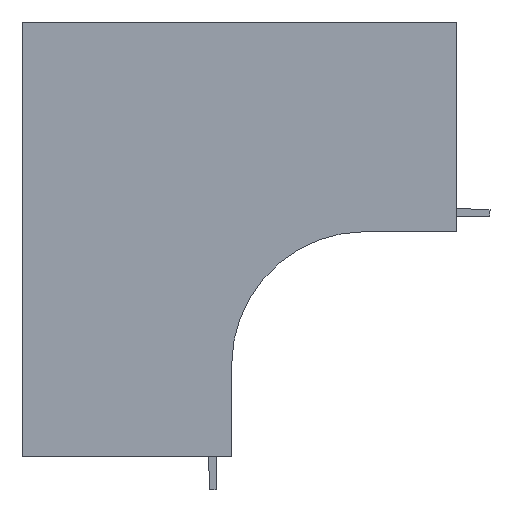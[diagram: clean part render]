
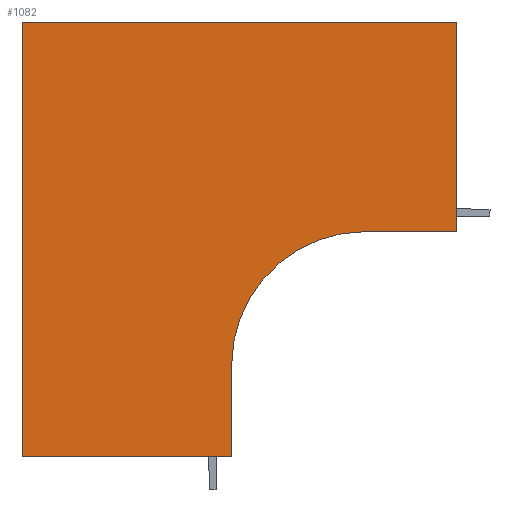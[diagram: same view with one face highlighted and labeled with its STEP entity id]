
A CAD part, front view. The second image highlights one B-rep face of the part: STEP entity #1082.
In plain terms, the highlighted planar face has unit normal (0, -1, 0).
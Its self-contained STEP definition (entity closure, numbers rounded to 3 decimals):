
#124 = EDGE_LOOP ( 'NONE', ( #1093, #1887, #307, #463, #2359, #2121, #963 ) ) ;
#131 = CARTESIAN_POINT ( 'NONE',  ( -2.3, -57.2, -65. ) ) ;
#307 = ORIENTED_EDGE ( 'NONE', *, *, #1495, .F. ) ;
#323 = EDGE_CURVE ( 'NONE', #428, #1398, #2326, .T. ) ;
#428 = VERTEX_POINT ( 'NONE', #2398 ) ;
#443 = CARTESIAN_POINT ( 'NONE',  ( 65., -57.2, 65. ) ) ;
#451 = LINE ( 'NONE', #1931, #628 ) ;
#463 = ORIENTED_EDGE ( 'NONE', *, *, #2231, .F. ) ;
#517 = CARTESIAN_POINT ( 'NONE',  ( -65., -57.2, -65. ) ) ;
#550 = VECTOR ( 'NONE', #2154, 1000. ) ;
#614 = DIRECTION ( 'NONE',  ( 0., 1., 0. ) ) ;
#628 = VECTOR ( 'NONE', #1569, 1000. ) ;
#747 = VECTOR ( 'NONE', #1119, 1000. ) ;
#782 = AXIS2_PLACEMENT_3D ( 'NONE', #1550, #614, #987 ) ;
#844 = CARTESIAN_POINT ( 'NONE',  ( -2.3, -57.2, -65. ) ) ;
#963 = ORIENTED_EDGE ( 'NONE', *, *, #1767, .F. ) ;
#987 = DIRECTION ( 'NONE',  ( 0., 0., 1. ) ) ;
#1036 = VERTEX_POINT ( 'NONE', #443 ) ;
#1065 = CARTESIAN_POINT ( 'NONE',  ( 65., -57.2, 2.3 ) ) ;
#1082 = ADVANCED_FACE ( 'NONE', ( #1187 ), #1727, .F. ) ;
#1093 = ORIENTED_EDGE ( 'NONE', *, *, #323, .F. ) ;
#1116 = AXIS2_PLACEMENT_3D ( 'NONE', #1189, #1407, #1379 ) ;
#1119 = DIRECTION ( 'NONE',  ( -1., 0., 0. ) ) ;
#1146 = VERTEX_POINT ( 'NONE', #1065 ) ;
#1187 = FACE_OUTER_BOUND ( 'NONE', #124, .T. ) ;
#1189 = CARTESIAN_POINT ( 'NONE',  ( 37.7, -57.2, -37.7 ) ) ;
#1191 = CARTESIAN_POINT ( 'NONE',  ( -65., -57.2, 65. ) ) ;
#1208 = CARTESIAN_POINT ( 'NONE',  ( -65., -57.2, 65. ) ) ;
#1252 = DIRECTION ( 'NONE',  ( -1., 0., 0. ) ) ;
#1322 = DIRECTION ( 'NONE',  ( 0., 0., -1. ) ) ;
#1379 = DIRECTION ( 'NONE',  ( 0., 0., 1. ) ) ;
#1398 = VERTEX_POINT ( 'NONE', #1208 ) ;
#1407 = DIRECTION ( 'NONE',  ( 0., -1., 0. ) ) ;
#1487 = LINE ( 'NONE', #2220, #747 ) ;
#1495 = EDGE_CURVE ( 'NONE', #1996, #1944, #1803, .T. ) ;
#1539 = EDGE_CURVE ( 'NONE', #1146, #2358, #1487, .T. ) ;
#1550 = CARTESIAN_POINT ( 'NONE',  ( 37.7, -57.2, -37.7 ) ) ;
#1569 = DIRECTION ( 'NONE',  ( 0., 0., -1. ) ) ;
#1682 = VECTOR ( 'NONE', #2112, 1000. ) ;
#1727 = PLANE ( 'NONE',  #782 ) ;
#1767 = EDGE_CURVE ( 'NONE', #1398, #1036, #2282, .T. ) ;
#1775 = EDGE_CURVE ( 'NONE', #1036, #1146, #451, .T. ) ;
#1780 = CARTESIAN_POINT ( 'NONE',  ( -2.3, -57.2, -37.7 ) ) ;
#1796 = EDGE_CURVE ( 'NONE', #1944, #428, #2368, .T. ) ;
#1803 = LINE ( 'NONE', #131, #1994 ) ;
#1887 = ORIENTED_EDGE ( 'NONE', *, *, #1796, .F. ) ;
#1931 = CARTESIAN_POINT ( 'NONE',  ( 65., -57.2, 2.3 ) ) ;
#1944 = VERTEX_POINT ( 'NONE', #844 ) ;
#1990 = VECTOR ( 'NONE', #1252, 1000. ) ;
#1994 = VECTOR ( 'NONE', #1322, 1000. ) ;
#1996 = VERTEX_POINT ( 'NONE', #1780 ) ;
#1999 = CARTESIAN_POINT ( 'NONE',  ( 37.7, -57.2, 2.3 ) ) ;
#2015 = CIRCLE ( 'NONE', #1116, 40. ) ;
#2112 = DIRECTION ( 'NONE',  ( 1., 0., 0. ) ) ;
#2121 = ORIENTED_EDGE ( 'NONE', *, *, #1775, .F. ) ;
#2148 = CARTESIAN_POINT ( 'NONE',  ( -65., -57.2, 65. ) ) ;
#2154 = DIRECTION ( 'NONE',  ( 0., 0., 1. ) ) ;
#2220 = CARTESIAN_POINT ( 'NONE',  ( 37.7, -57.2, 2.3 ) ) ;
#2231 = EDGE_CURVE ( 'NONE', #2358, #1996, #2015, .T. ) ;
#2282 = LINE ( 'NONE', #2148, #1682 ) ;
#2326 = LINE ( 'NONE', #1191, #550 ) ;
#2358 = VERTEX_POINT ( 'NONE', #1999 ) ;
#2359 = ORIENTED_EDGE ( 'NONE', *, *, #1539, .F. ) ;
#2368 = LINE ( 'NONE', #517, #1990 ) ;
#2398 = CARTESIAN_POINT ( 'NONE',  ( -65., -57.2, -65. ) ) ;
